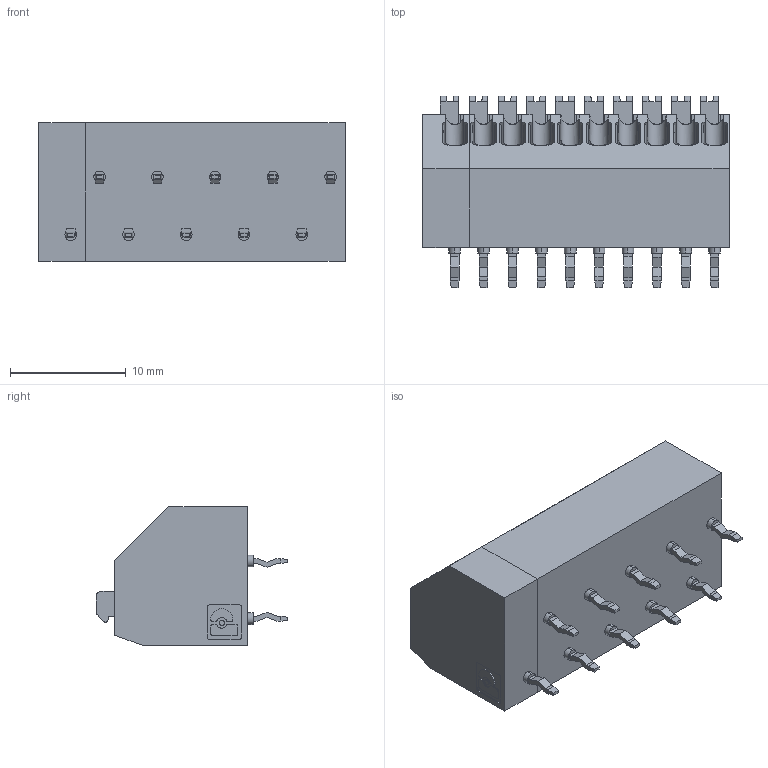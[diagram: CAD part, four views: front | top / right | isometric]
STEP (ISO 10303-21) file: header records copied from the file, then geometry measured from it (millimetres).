
FILE_DESCRIPTION (( 'STEP AP214' ), '1' );
FILE_NAME ('1990083.STEP', '2023-08-24T16:39:06', ( '' ), ( '' ), 'SwSTEP 2.0', 'SolidWorks 2021', '' );
FILE_SCHEMA (( 'AUTOMOTIVE_DESIGN' ));
Length unit declared in the file: millimetre
Products named in the file (3): 1990232_1; 1990083; 1990232
Assembly tree (2 placements, depth 2):
  1990083
    1990232
    1990232_1
Bounding box: 26.5 x 16.6 x 12 mm (x, y, z)
Volume: 3095.9 mm3; surface area: 2397.1 mm2
Topology: 12 solids, 12 shells, 734 faces, 1893 edges, 1202 vertices
Faces by surface type: plane 572, cylinder 142, cone 20
Entity records: 24232 total; most frequent: CARTESIAN_POINT 6219, ORIENTED_EDGE 3786, DIRECTION 3385, EDGE_CURVE 1893, LINE 1469, VECTOR 1469, VERTEX_POINT 1202, AXIS2_PLACEMENT_3D 958
